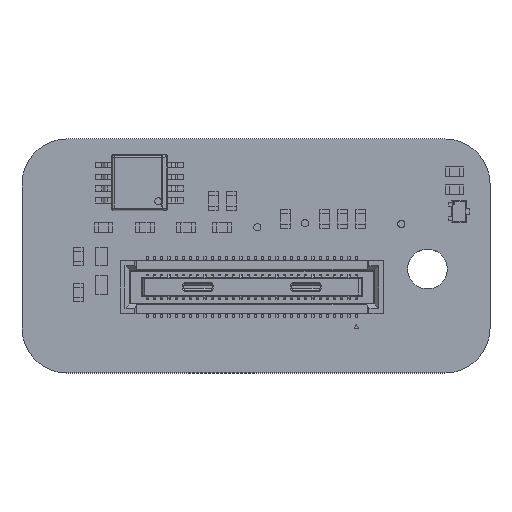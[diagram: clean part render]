
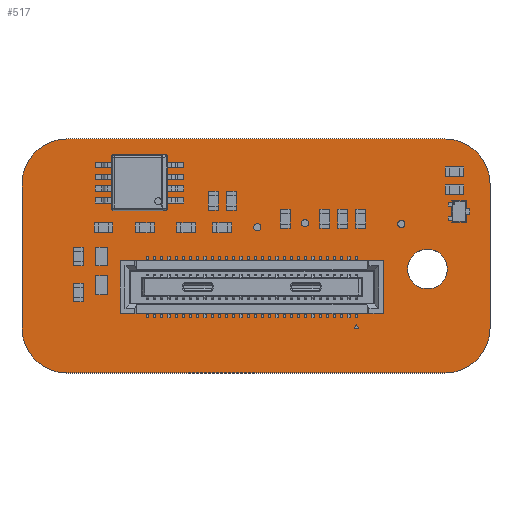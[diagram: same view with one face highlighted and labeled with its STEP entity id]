
A CAD part, top view. The second image highlights one B-rep face of the part: STEP entity #517.
In plain terms, the highlighted planar face has unit normal (0, 0, 1).
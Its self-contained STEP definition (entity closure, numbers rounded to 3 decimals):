
#216 = VERTEX_POINT('',#217);
#217 = CARTESIAN_POINT('',(-22.525,-3.271,0.995));
#223 = EDGE_CURVE('',#216,#224,#226,.T.);
#224 = VERTEX_POINT('',#225);
#225 = CARTESIAN_POINT('',(-22.525,4.729,0.995));
#226 = LINE('',#227,#228);
#227 = CARTESIAN_POINT('',(-22.525,-3.271,0.995));
#228 = VECTOR('',#229,1.);
#229 = DIRECTION('',(0.,1.,0.));
#254 = EDGE_CURVE('',#224,#255,#257,.T.);
#255 = VERTEX_POINT('',#256);
#256 = CARTESIAN_POINT('',(-20.025,7.229,0.995));
#257 = CIRCLE('',#258,2.499);
#258 = AXIS2_PLACEMENT_3D('',#259,#260,#261);
#259 = CARTESIAN_POINT('',(-20.026,4.73,0.995));
#260 = DIRECTION('',(0.,0.,-1.));
#261 = DIRECTION('',(-1.,0.,-0.));
#287 = EDGE_CURVE('',#255,#288,#290,.T.);
#288 = VERTEX_POINT('',#289);
#289 = CARTESIAN_POINT('',(0.975,7.229,0.995));
#290 = LINE('',#291,#292);
#291 = CARTESIAN_POINT('',(-20.025,7.229,0.995));
#292 = VECTOR('',#293,1.);
#293 = DIRECTION('',(1.,0.,0.));
#318 = EDGE_CURVE('',#288,#319,#321,.T.);
#319 = VERTEX_POINT('',#320);
#320 = CARTESIAN_POINT('',(3.475,4.729,0.995));
#321 = CIRCLE('',#322,2.501);
#322 = AXIS2_PLACEMENT_3D('',#323,#324,#325);
#323 = CARTESIAN_POINT('',(0.974,4.728,0.995));
#324 = DIRECTION('',(0.,0.,-1.));
#325 = DIRECTION('',(0.,1.,0.));
#351 = EDGE_CURVE('',#319,#352,#354,.T.);
#352 = VERTEX_POINT('',#353);
#353 = CARTESIAN_POINT('',(3.475,-3.271,0.995));
#354 = LINE('',#355,#356);
#355 = CARTESIAN_POINT('',(3.475,4.729,0.995));
#356 = VECTOR('',#357,1.);
#357 = DIRECTION('',(0.,-1.,0.));
#382 = EDGE_CURVE('',#352,#383,#385,.T.);
#383 = VERTEX_POINT('',#384);
#384 = CARTESIAN_POINT('',(0.975,-5.771,0.995));
#385 = CIRCLE('',#386,2.501);
#386 = AXIS2_PLACEMENT_3D('',#387,#388,#389);
#387 = CARTESIAN_POINT('',(0.974,-3.27,0.995));
#388 = DIRECTION('',(0.,0.,-1.));
#389 = DIRECTION('',(1.,0.,0.));
#415 = EDGE_CURVE('',#383,#416,#418,.T.);
#416 = VERTEX_POINT('',#417);
#417 = CARTESIAN_POINT('',(-20.025,-5.771,0.995));
#418 = LINE('',#419,#420);
#419 = CARTESIAN_POINT('',(0.975,-5.771,0.995));
#420 = VECTOR('',#421,1.);
#421 = DIRECTION('',(-1.,0.,0.));
#446 = EDGE_CURVE('',#416,#216,#447,.T.);
#447 = CIRCLE('',#448,2.499);
#448 = AXIS2_PLACEMENT_3D('',#449,#450,#451);
#449 = CARTESIAN_POINT('',(-20.026,-3.272,0.995));
#450 = DIRECTION('',(0.,0.,-1.));
#451 = DIRECTION('',(0.,-1.,0.));
#472 = VERTEX_POINT('',#473);
#473 = CARTESIAN_POINT('',(1.1,0.,0.995));
#479 = EDGE_CURVE('',#472,#472,#480,.T.);
#480 = CIRCLE('',#481,1.1);
#481 = AXIS2_PLACEMENT_3D('',#482,#483,#484);
#482 = CARTESIAN_POINT('',(0.,0.,0.995));
#483 = DIRECTION('',(0.,0.,1.));
#484 = DIRECTION('',(1.,0.,-0.));
#517 = ADVANCED_FACE('',(#518,#528),#531,.F.);
#518 = FACE_BOUND('',#519,.F.);
#519 = EDGE_LOOP('',(#520,#521,#522,#523,#524,#525,#526,#527));
#520 = ORIENTED_EDGE('',*,*,#223,.T.);
#521 = ORIENTED_EDGE('',*,*,#254,.T.);
#522 = ORIENTED_EDGE('',*,*,#287,.T.);
#523 = ORIENTED_EDGE('',*,*,#318,.T.);
#524 = ORIENTED_EDGE('',*,*,#351,.T.);
#525 = ORIENTED_EDGE('',*,*,#382,.T.);
#526 = ORIENTED_EDGE('',*,*,#415,.T.);
#527 = ORIENTED_EDGE('',*,*,#446,.T.);
#528 = FACE_BOUND('',#529,.F.);
#529 = EDGE_LOOP('',(#530));
#530 = ORIENTED_EDGE('',*,*,#479,.T.);
#531 = PLANE('',#532);
#532 = AXIS2_PLACEMENT_3D('',#533,#534,#535);
#533 = CARTESIAN_POINT('',(-9.525,0.729,0.995));
#534 = DIRECTION('',(-0.,-0.,-1.));
#535 = DIRECTION('',(-1.,0.,0.));
